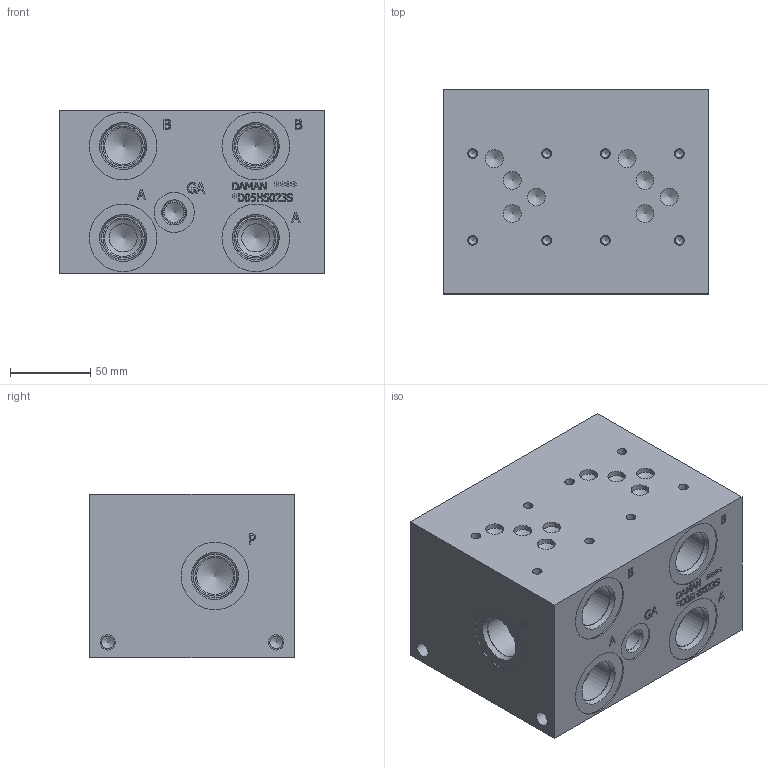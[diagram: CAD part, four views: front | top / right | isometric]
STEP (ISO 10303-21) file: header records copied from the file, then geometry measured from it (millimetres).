
FILE_DESCRIPTION(/* description */ (''),/* implementation_level */ '2;1');
FILE_NAME(/* name */ '_D05HS023S.stp',/* time_stamp */ '2022-10-19T17:15:59-04:00',/* author */ ('mikeh'),/* organization */ (''),/* preprocessor_version */ 'ST-DEVELOPER v18',/* originating_system */ 'Autodesk Inventor 2020',/* authorisation */ '');
FILE_SCHEMA (('AUTOMOTIVE_DESIGN { 1 0 10303 214 3 1 1 }'));
Length unit declared in the file: millimetre
Products named in the file (1): Part__3D
Bounding box: 165.1 x 127 x 101.6 mm (x, y, z)
Volume: 1992844.7 mm3; surface area: 125497.4 mm2
Topology: 1 solids, 1 shells, 621 faces, 1702 edges, 1150 vertices
Faces by surface type: plane 337, bspline 165, cylinder 69, cone 50
Full cylindrical faces by diameter (mm): 5.004 x8, 5.994 x8, 7.925 x4, 9.525 x4, 11.125 x8, 12.294 x1, 12.9 x1, 14.275 x1, 14.529 x1, 17.475 x2, 23.012 x5, 24.917 x5, 25.019 x1, 26.99 x1, 27 x4, 27.432 x5, 28.575 x1, 31.267 x1, 33.34 x1, 33.757 x1, 42.037 x5, 49.124 x1
Entity records: 20936 total; most frequent: CARTESIAN_POINT 5592, ORIENTED_EDGE 3350, DIRECTION 2516, EDGE_CURVE 1675, VERTEX_POINT 1150, LINE 1088, VECTOR 1088, EDGE_LOOP 715
